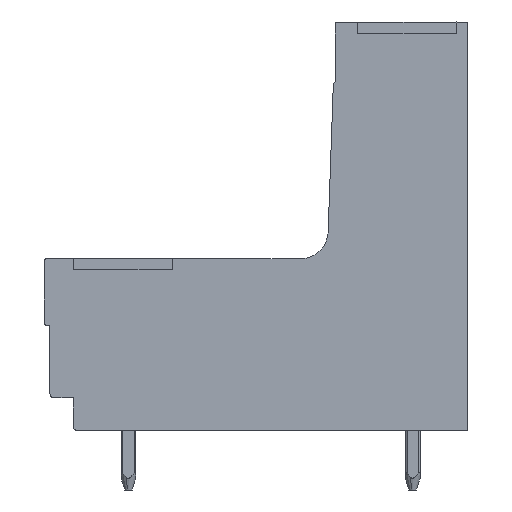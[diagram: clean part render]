
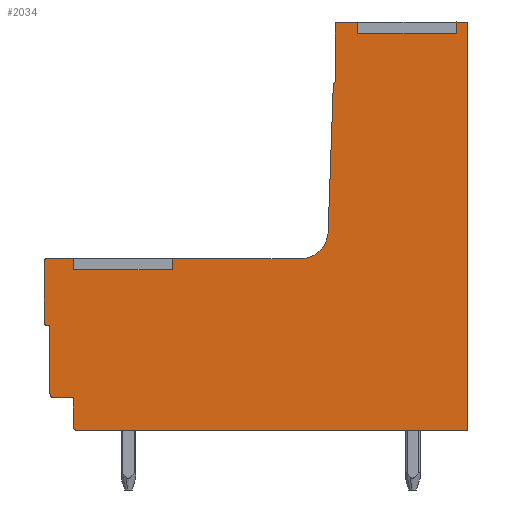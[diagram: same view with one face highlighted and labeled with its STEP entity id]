
A CAD part, left-side view. The second image highlights one B-rep face of the part: STEP entity #2034.
In plain terms, the highlighted planar face has unit normal (-1, 0, 0).
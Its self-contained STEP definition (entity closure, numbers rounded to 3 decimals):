
#1877=AXIS2_PLACEMENT_3D('Plane Axis2P3D',#1874,#1875,#1876) ;
#1888=AXIS2_PLACEMENT_3D('Circle Axis2P3D',#1886,#1887,$) ;
#1902=AXIS2_PLACEMENT_3D('Circle Axis2P3D',#1900,#1901,$) ;
#1916=AXIS2_PLACEMENT_3D('Circle Axis2P3D',#1914,#1915,$) ;
#1935=AXIS2_PLACEMENT_3D('Circle Axis2P3D',#1933,#1934,$) ;
#1949=AXIS2_PLACEMENT_3D('Circle Axis2P3D',#1947,#1948,$) ;
#1970=AXIS2_PLACEMENT_3D('Circle Axis2P3D',#1968,#1969,$) ;
#1991=AXIS2_PLACEMENT_3D('Circle Axis2P3D',#1989,#1990,$) ;
#36=CARTESIAN_POINT('Line Origine',(0.3,5.9,24.8)) ;
#40=CARTESIAN_POINT('Vertex',(0.3,5.9,25.1)) ;
#42=CARTESIAN_POINT('Vertex',(0.3,5.9,24.5)) ;
#76=CARTESIAN_POINT('Line Origine',(0.3,3.25,24.5)) ;
#80=CARTESIAN_POINT('Vertex',(0.3,0.6,24.5)) ;
#135=CARTESIAN_POINT('Vertex',(0.3,0.6,25.1)) ;
#155=CARTESIAN_POINT('Line Origine',(0.3,0.6,24.8)) ;
#172=CARTESIAN_POINT('Line Origine',(0.3,21.14,12.1)) ;
#176=CARTESIAN_POINT('Vertex',(0.3,21.14,12.4)) ;
#178=CARTESIAN_POINT('Vertex',(0.3,21.14,11.8)) ;
#212=CARTESIAN_POINT('Line Origine',(0.3,18.49,11.8)) ;
#216=CARTESIAN_POINT('Vertex',(0.3,15.84,11.8)) ;
#266=CARTESIAN_POINT('Vertex',(0.3,15.84,12.4)) ;
#286=CARTESIAN_POINT('Line Origine',(0.3,15.84,12.1)) ;
#356=CARTESIAN_POINT('Vertex',(0.3,0.,3.2)) ;
#359=CARTESIAN_POINT('Line Origine',(0.3,10.47,3.2)) ;
#363=CARTESIAN_POINT('Vertex',(0.3,20.94,3.2)) ;
#1874=CARTESIAN_POINT('Axis2P3D Location',(0.3,0.,0.)) ;
#1879=CARTESIAN_POINT('Line Origine',(0.3,6.45,25.1)) ;
#1883=CARTESIAN_POINT('Vertex',(0.3,7.,25.1)) ;
#1886=CARTESIAN_POINT('Axis2P3D Location',(0.3,7.,25.)) ;
#1890=CARTESIAN_POINT('Vertex',(0.3,7.1,25.)) ;
#1893=CARTESIAN_POINT('Line Origine',(0.3,7.1,23.45)) ;
#1897=CARTESIAN_POINT('Vertex',(0.3,7.1,21.9)) ;
#1900=CARTESIAN_POINT('Axis2P3D Location',(0.3,6.952,21.694)) ;
#1904=CARTESIAN_POINT('Vertex',(0.3,7.206,21.705)) ;
#1907=CARTESIAN_POINT('Line Origine',(0.3,7.343,17.776)) ;
#1911=CARTESIAN_POINT('Vertex',(0.3,7.48,13.848)) ;
#1914=CARTESIAN_POINT('Axis2P3D Location',(0.3,8.979,13.9)) ;
#1918=CARTESIAN_POINT('Vertex',(0.3,8.979,12.4)) ;
#1921=CARTESIAN_POINT('Line Origine',(0.3,12.41,12.4)) ;
#1926=CARTESIAN_POINT('Line Origine',(0.3,21.87,12.4)) ;
#1930=CARTESIAN_POINT('Vertex',(0.3,22.6,12.4)) ;
#1933=CARTESIAN_POINT('Axis2P3D Location',(0.3,22.6,12.3)) ;
#1937=CARTESIAN_POINT('Vertex',(0.3,22.7,12.3)) ;
#1940=CARTESIAN_POINT('Line Origine',(0.3,22.7,10.65)) ;
#1944=CARTESIAN_POINT('Vertex',(0.3,22.7,9.)) ;
#1947=CARTESIAN_POINT('Axis2P3D Location',(0.3,22.5,9.)) ;
#1951=CARTESIAN_POINT('Vertex',(0.3,22.5,8.8)) ;
#1954=CARTESIAN_POINT('Line Origine',(0.3,22.45,8.8)) ;
#1958=CARTESIAN_POINT('Vertex',(0.3,22.4,8.8)) ;
#1961=CARTESIAN_POINT('Line Origine',(0.3,22.4,6.975)) ;
#1965=CARTESIAN_POINT('Vertex',(0.3,22.4,5.15)) ;
#1968=CARTESIAN_POINT('Axis2P3D Location',(0.3,22.2,5.15)) ;
#1972=CARTESIAN_POINT('Vertex',(0.3,22.2,4.95)) ;
#1975=CARTESIAN_POINT('Line Origine',(0.3,21.67,4.95)) ;
#1979=CARTESIAN_POINT('Vertex',(0.3,21.14,4.95)) ;
#1982=CARTESIAN_POINT('Line Origine',(0.3,21.14,4.175)) ;
#1986=CARTESIAN_POINT('Vertex',(0.3,21.14,3.4)) ;
#1989=CARTESIAN_POINT('Axis2P3D Location',(0.3,20.94,3.4)) ;
#1994=CARTESIAN_POINT('Line Origine',(0.3,0.,14.15)) ;
#1998=CARTESIAN_POINT('Vertex',(0.3,0.,25.1)) ;
#2001=CARTESIAN_POINT('Line Origine',(0.3,0.3,25.1)) ;
#37=DIRECTION('Vector Direction',(0.,0.,1.)) ;
#77=DIRECTION('Vector Direction',(0.,1.,0.)) ;
#156=DIRECTION('Vector Direction',(0.,0.,-1.)) ;
#173=DIRECTION('Vector Direction',(0.,0.,1.)) ;
#213=DIRECTION('Vector Direction',(0.,1.,0.)) ;
#287=DIRECTION('Vector Direction',(0.,0.,-1.)) ;
#360=DIRECTION('Vector Direction',(0.,1.,0.)) ;
#1875=DIRECTION('Axis2P3D Direction',(-1.,0.,0.)) ;
#1876=DIRECTION('Axis2P3D XDirection',(0.,0.,1.)) ;
#1880=DIRECTION('Vector Direction',(0.,-1.,0.)) ;
#1887=DIRECTION('Axis2P3D Direction',(-1.,0.,0.)) ;
#1894=DIRECTION('Vector Direction',(0.,0.,1.)) ;
#1901=DIRECTION('Axis2P3D Direction',(-1.,0.,0.)) ;
#1908=DIRECTION('Vector Direction',(0.,-0.035,0.999)) ;
#1915=DIRECTION('Axis2P3D Direction',(-1.,0.,0.)) ;
#1922=DIRECTION('Vector Direction',(0.,-1.,0.)) ;
#1927=DIRECTION('Vector Direction',(0.,-1.,0.)) ;
#1934=DIRECTION('Axis2P3D Direction',(-1.,0.,0.)) ;
#1941=DIRECTION('Vector Direction',(0.,0.,1.)) ;
#1948=DIRECTION('Axis2P3D Direction',(-1.,0.,0.)) ;
#1955=DIRECTION('Vector Direction',(0.,1.,0.)) ;
#1962=DIRECTION('Vector Direction',(0.,0.,1.)) ;
#1969=DIRECTION('Axis2P3D Direction',(-1.,0.,0.)) ;
#1976=DIRECTION('Vector Direction',(0.,1.,0.)) ;
#1983=DIRECTION('Vector Direction',(0.,0.,1.)) ;
#1990=DIRECTION('Axis2P3D Direction',(-1.,0.,0.)) ;
#1995=DIRECTION('Vector Direction',(0.,0.,-1.)) ;
#2002=DIRECTION('Vector Direction',(0.,-1.,0.)) ;
#38=VECTOR('Line Direction',#37,1.) ;
#78=VECTOR('Line Direction',#77,1.) ;
#157=VECTOR('Line Direction',#156,1.) ;
#174=VECTOR('Line Direction',#173,1.) ;
#214=VECTOR('Line Direction',#213,1.) ;
#288=VECTOR('Line Direction',#287,1.) ;
#361=VECTOR('Line Direction',#360,1.) ;
#1881=VECTOR('Line Direction',#1880,1.) ;
#1895=VECTOR('Line Direction',#1894,1.) ;
#1909=VECTOR('Line Direction',#1908,1.) ;
#1923=VECTOR('Line Direction',#1922,1.) ;
#1928=VECTOR('Line Direction',#1927,1.) ;
#1942=VECTOR('Line Direction',#1941,1.) ;
#1956=VECTOR('Line Direction',#1955,1.) ;
#1963=VECTOR('Line Direction',#1962,1.) ;
#1977=VECTOR('Line Direction',#1976,1.) ;
#1984=VECTOR('Line Direction',#1983,1.) ;
#1996=VECTOR('Line Direction',#1995,1.) ;
#2003=VECTOR('Line Direction',#2002,1.) ;
#2007=ORIENTED_EDGE('',*,*,#1885,.T.) ;
#2008=ORIENTED_EDGE('',*,*,#1892,.T.) ;
#2009=ORIENTED_EDGE('',*,*,#1899,.T.) ;
#2010=ORIENTED_EDGE('',*,*,#1906,.T.) ;
#2011=ORIENTED_EDGE('',*,*,#1913,.T.) ;
#2012=ORIENTED_EDGE('',*,*,#1920,.T.) ;
#2013=ORIENTED_EDGE('',*,*,#1925,.T.) ;
#2014=ORIENTED_EDGE('',*,*,#290,.F.) ;
#2015=ORIENTED_EDGE('',*,*,#218,.F.) ;
#2016=ORIENTED_EDGE('',*,*,#180,.F.) ;
#2017=ORIENTED_EDGE('',*,*,#1932,.T.) ;
#2018=ORIENTED_EDGE('',*,*,#1939,.T.) ;
#2019=ORIENTED_EDGE('',*,*,#1946,.T.) ;
#2020=ORIENTED_EDGE('',*,*,#1953,.T.) ;
#2021=ORIENTED_EDGE('',*,*,#1960,.T.) ;
#2022=ORIENTED_EDGE('',*,*,#1967,.T.) ;
#2023=ORIENTED_EDGE('',*,*,#1974,.T.) ;
#2024=ORIENTED_EDGE('',*,*,#1981,.T.) ;
#2025=ORIENTED_EDGE('',*,*,#1988,.T.) ;
#2026=ORIENTED_EDGE('',*,*,#1993,.T.) ;
#2027=ORIENTED_EDGE('',*,*,#365,.T.) ;
#2028=ORIENTED_EDGE('',*,*,#2000,.T.) ;
#2029=ORIENTED_EDGE('',*,*,#2005,.T.) ;
#2030=ORIENTED_EDGE('',*,*,#159,.F.) ;
#2031=ORIENTED_EDGE('',*,*,#82,.F.) ;
#2032=ORIENTED_EDGE('',*,*,#44,.F.) ;
#2034=ADVANCED_FACE('HOUSING',(#2033),#1878,.T.) ;
#1889=CIRCLE('generated circle',#1888,0.1) ;
#1903=CIRCLE('generated circle',#1902,0.253) ;
#1917=CIRCLE('generated circle',#1916,1.5) ;
#1936=CIRCLE('generated circle',#1935,0.1) ;
#1950=CIRCLE('generated circle',#1949,0.2) ;
#1971=CIRCLE('generated circle',#1970,0.2) ;
#1992=CIRCLE('generated circle',#1991,0.2) ;
#44=EDGE_CURVE('',#41,#43,#39,.F.) ;
#82=EDGE_CURVE('',#43,#81,#79,.F.) ;
#159=EDGE_CURVE('',#81,#136,#158,.F.) ;
#180=EDGE_CURVE('',#177,#179,#175,.F.) ;
#218=EDGE_CURVE('',#179,#217,#215,.F.) ;
#290=EDGE_CURVE('',#217,#267,#289,.F.) ;
#365=EDGE_CURVE('',#364,#357,#362,.F.) ;
#1885=EDGE_CURVE('',#41,#1884,#1882,.F.) ;
#1892=EDGE_CURVE('',#1884,#1891,#1889,.T.) ;
#1899=EDGE_CURVE('',#1891,#1898,#1896,.F.) ;
#1906=EDGE_CURVE('',#1898,#1905,#1903,.T.) ;
#1913=EDGE_CURVE('',#1905,#1912,#1910,.F.) ;
#1920=EDGE_CURVE('',#1912,#1919,#1917,.F.) ;
#1925=EDGE_CURVE('',#1919,#267,#1924,.F.) ;
#1932=EDGE_CURVE('',#177,#1931,#1929,.F.) ;
#1939=EDGE_CURVE('',#1931,#1938,#1936,.T.) ;
#1946=EDGE_CURVE('',#1938,#1945,#1943,.F.) ;
#1953=EDGE_CURVE('',#1945,#1952,#1950,.T.) ;
#1960=EDGE_CURVE('',#1952,#1959,#1957,.F.) ;
#1967=EDGE_CURVE('',#1959,#1966,#1964,.F.) ;
#1974=EDGE_CURVE('',#1966,#1973,#1971,.T.) ;
#1981=EDGE_CURVE('',#1973,#1980,#1978,.F.) ;
#1988=EDGE_CURVE('',#1980,#1987,#1985,.F.) ;
#1993=EDGE_CURVE('',#1987,#364,#1992,.T.) ;
#2000=EDGE_CURVE('',#357,#1999,#1997,.F.) ;
#2005=EDGE_CURVE('',#1999,#136,#2004,.F.) ;
#2006=EDGE_LOOP('',(#2007,#2008,#2009,#2010,#2011,#2012,#2013,#2014,#2015,#2016,#2017,#2018,#2019,#2020,#2021,#2022,#2023,#2024,#2025,#2026,#2027,#2028,#2029,#2030,#2031,#2032)) ;
#2033=FACE_OUTER_BOUND('',#2006,.T.) ;
#39=LINE('Line',#36,#38) ;
#79=LINE('Line',#76,#78) ;
#158=LINE('Line',#155,#157) ;
#175=LINE('Line',#172,#174) ;
#215=LINE('Line',#212,#214) ;
#289=LINE('Line',#286,#288) ;
#362=LINE('Line',#359,#361) ;
#1882=LINE('Line',#1879,#1881) ;
#1896=LINE('Line',#1893,#1895) ;
#1910=LINE('Line',#1907,#1909) ;
#1924=LINE('Line',#1921,#1923) ;
#1929=LINE('Line',#1926,#1928) ;
#1943=LINE('Line',#1940,#1942) ;
#1957=LINE('Line',#1954,#1956) ;
#1964=LINE('Line',#1961,#1963) ;
#1978=LINE('Line',#1975,#1977) ;
#1985=LINE('Line',#1982,#1984) ;
#1997=LINE('Line',#1994,#1996) ;
#2004=LINE('Line',#2001,#2003) ;
#1878=PLANE('',#1877) ;
#41=VERTEX_POINT('',#40) ;
#43=VERTEX_POINT('',#42) ;
#81=VERTEX_POINT('',#80) ;
#136=VERTEX_POINT('',#135) ;
#177=VERTEX_POINT('',#176) ;
#179=VERTEX_POINT('',#178) ;
#217=VERTEX_POINT('',#216) ;
#267=VERTEX_POINT('',#266) ;
#357=VERTEX_POINT('',#356) ;
#364=VERTEX_POINT('',#363) ;
#1884=VERTEX_POINT('',#1883) ;
#1891=VERTEX_POINT('',#1890) ;
#1898=VERTEX_POINT('',#1897) ;
#1905=VERTEX_POINT('',#1904) ;
#1912=VERTEX_POINT('',#1911) ;
#1919=VERTEX_POINT('',#1918) ;
#1931=VERTEX_POINT('',#1930) ;
#1938=VERTEX_POINT('',#1937) ;
#1945=VERTEX_POINT('',#1944) ;
#1952=VERTEX_POINT('',#1951) ;
#1959=VERTEX_POINT('',#1958) ;
#1966=VERTEX_POINT('',#1965) ;
#1973=VERTEX_POINT('',#1972) ;
#1980=VERTEX_POINT('',#1979) ;
#1987=VERTEX_POINT('',#1986) ;
#1999=VERTEX_POINT('',#1998) ;
